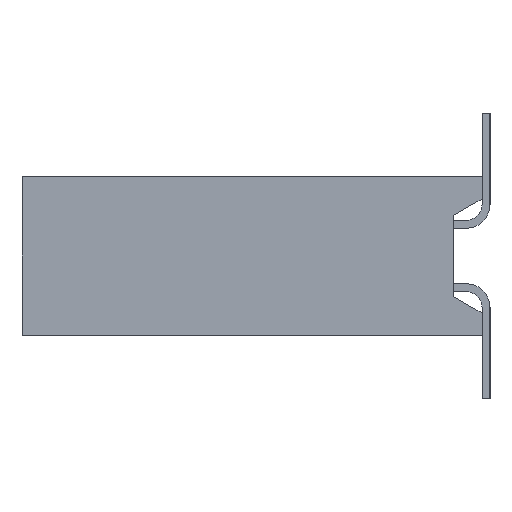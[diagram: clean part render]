
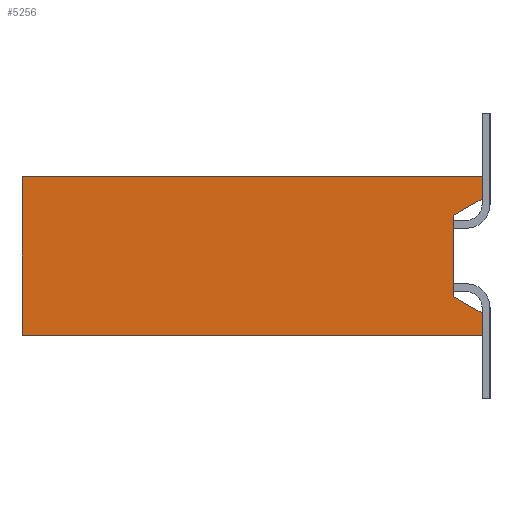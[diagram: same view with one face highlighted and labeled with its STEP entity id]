
A CAD part, left-side view. The second image highlights one B-rep face of the part: STEP entity #5256.
In plain terms, the highlighted planar face has unit normal (-1, 0, 0).
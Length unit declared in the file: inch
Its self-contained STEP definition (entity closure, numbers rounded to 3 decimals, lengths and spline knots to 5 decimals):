
#522=ORIENTED_EDGE('',*,*,#1940,.F.);
#523=ORIENTED_EDGE('',*,*,#1820,.T.);
#524=ORIENTED_EDGE('',*,*,#1878,.F.);
#525=ORIENTED_EDGE('',*,*,#1644,.F.);
#526=ORIENTED_EDGE('',*,*,#1874,.T.);
#527=ORIENTED_EDGE('',*,*,#1848,.T.);
#528=ORIENTED_EDGE('',*,*,#1961,.F.);
#529=ORIENTED_EDGE('',*,*,#1962,.F.);
#1644=EDGE_CURVE('',#2412,#2413,#2924,.T.);
#1820=EDGE_CURVE('',#2541,#2540,#3100,.T.);
#1848=EDGE_CURVE('',#2569,#2568,#3128,.T.);
#1874=EDGE_CURVE('',#2412,#2569,#3154,.T.);
#1878=EDGE_CURVE('',#2413,#2540,#3158,.T.);
#1940=EDGE_CURVE('',#2541,#2631,#3220,.T.);
#1961=EDGE_CURVE('',#2645,#2568,#3241,.T.);
#1962=EDGE_CURVE('',#2631,#2645,#3242,.T.);
#2412=VERTEX_POINT('',#7164);
#2413=VERTEX_POINT('',#7166);
#2540=VERTEX_POINT('',#7517);
#2541=VERTEX_POINT('',#7519);
#2568=VERTEX_POINT('',#7580);
#2569=VERTEX_POINT('',#7582);
#2631=VERTEX_POINT('',#7743);
#2645=VERTEX_POINT('',#7786);
#2924=LINE('',#7165,#3668);
#3100=LINE('',#7518,#3844);
#3128=LINE('',#7581,#3872);
#3154=LINE('',#7621,#3898);
#3158=LINE('',#7627,#3902);
#3220=LINE('',#7745,#3964);
#3241=LINE('',#7787,#3985);
#3242=LINE('',#7789,#3986);
#3668=VECTOR('',#5804,39.37008);
#3844=VECTOR('',#6078,39.37008);
#3872=VECTOR('',#6120,39.37008);
#3898=VECTOR('',#6148,39.37008);
#3902=VECTOR('',#6154,39.37008);
#3964=VECTOR('',#6230,39.37008);
#3985=VECTOR('',#6265,39.37008);
#3986=VECTOR('',#6268,39.37008);
#4454=EDGE_LOOP('',(#522,#523,#524,#525,#526,#527,#528,#529));
#4736=FACE_BOUND('',#4454,.T.);
#5007=PLANE('',#5544);
#5256=ADVANCED_FACE('',(#4736),#5007,.F.);
#5544=AXIS2_PLACEMENT_3D('',#7788,#6266,#6267);
#5804=DIRECTION('',(0.,0.,1.));
#6078=DIRECTION('',(0.,0.,1.));
#6120=DIRECTION('',(0.,0.,1.));
#6148=DIRECTION('',(0.,-1.,0.));
#6154=DIRECTION('',(0.,-1.,0.));
#6230=DIRECTION('',(0.,0.866,-0.5));
#6265=DIRECTION('',(0.,-0.866,-0.5));
#6266=DIRECTION('',(1.,0.,0.));
#6267=DIRECTION('',(0.,0.,-1.));
#6268=DIRECTION('',(0.,0.,-1.));
#7164=CARTESIAN_POINT('',(-0.3,0.29,-0.05));
#7165=CARTESIAN_POINT('',(-0.3,0.29,-0.05));
#7166=CARTESIAN_POINT('',(-0.3,0.29,0.05));
#7517=CARTESIAN_POINT('',(-0.3,0.,0.05));
#7518=CARTESIAN_POINT('',(-0.3,0.,-0.05));
#7519=CARTESIAN_POINT('',(-0.3,0.,0.036));
#7580=CARTESIAN_POINT('',(-0.3,0.,-0.036));
#7581=CARTESIAN_POINT('',(-0.3,0.,-0.05));
#7582=CARTESIAN_POINT('',(-0.3,0.,-0.05));
#7621=CARTESIAN_POINT('',(-0.3,0.29,-0.05));
#7627=CARTESIAN_POINT('',(-0.3,0.29,0.05));
#7743=CARTESIAN_POINT('',(-0.3,0.018,0.02561));
#7745=CARTESIAN_POINT('',(-0.3,0.25474,-0.11107));
#7786=CARTESIAN_POINT('',(-0.3,0.018,-0.02561));
#7787=CARTESIAN_POINT('',(-0.3,0.21144,0.08607));
#7788=CARTESIAN_POINT('',(-0.3,0.29,-0.05));
#7789=CARTESIAN_POINT('',(-0.3,0.018,-0.05));
